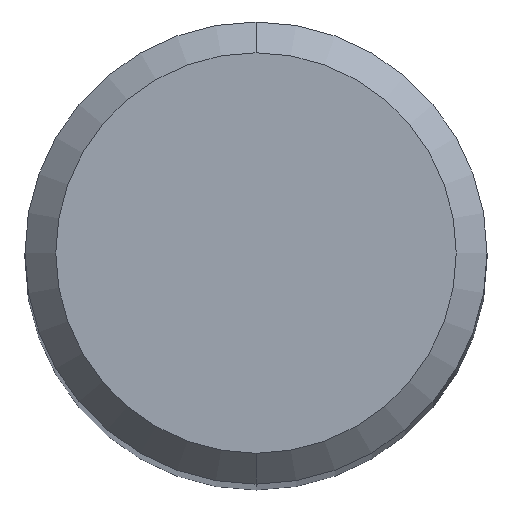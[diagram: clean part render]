
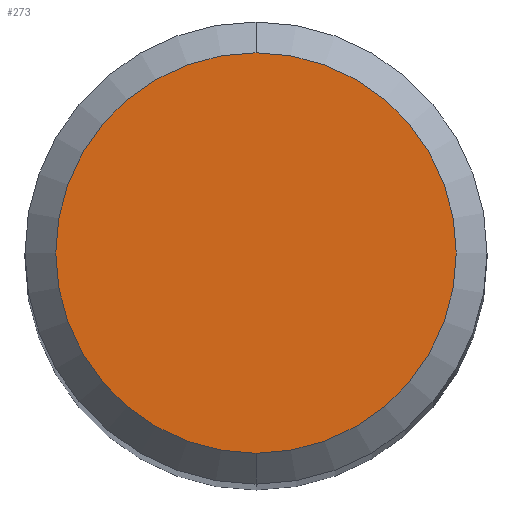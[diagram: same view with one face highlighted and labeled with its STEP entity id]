
A CAD part, top view. The second image highlights one B-rep face of the part: STEP entity #273.
In plain terms, the highlighted planar face has unit normal (0, 0, 1).
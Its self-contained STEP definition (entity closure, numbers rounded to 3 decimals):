
#261=VERTEX_POINT('',#576);
#273=ADVANCED_FACE('',(#589),#590,.T.);
#357=EDGE_CURVE('',#261,#413,#683,.T.);
#365=EDGE_CURVE('',#413,#261,#692,.T.);
#413=VERTEX_POINT('',#746);
#576=CARTESIAN_POINT('',(0.0,2.6,0.0));
#589=FACE_OUTER_BOUND('',#1041,.T.);
#590=PLANE('',#1042);
#683=CIRCLE('',#1203,2.6);
#692=CIRCLE('',#1215,2.6);
#746=CARTESIAN_POINT('',(0.,-2.6,0.0));
#1041=EDGE_LOOP('',(#1554,#1555));
#1042=AXIS2_PLACEMENT_3D('',#1556,#1557,#1558);
#1203=AXIS2_PLACEMENT_3D('',#1667,#1668,#1669);
#1215=AXIS2_PLACEMENT_3D('',#1684,#1685,#1686);
#1554=ORIENTED_EDGE('',*,*,#357,.F.);
#1555=ORIENTED_EDGE('',*,*,#365,.F.);
#1556=CARTESIAN_POINT('',(0.0,1.3,0.0));
#1557=DIRECTION('',(-0.0,0.0,1.0));
#1558=DIRECTION('',(0.0,-1.0,0.0));
#1667=CARTESIAN_POINT('',(0.0,0.0,0.0));
#1668=DIRECTION('',(0.0,0.0,-1.0));
#1669=DIRECTION('',(0.0,1.0,0.0));
#1684=CARTESIAN_POINT('',(0.0,0.0,0.0));
#1685=DIRECTION('',(0.0,0.0,-1.0));
#1686=DIRECTION('',(0.0,1.0,0.0));
